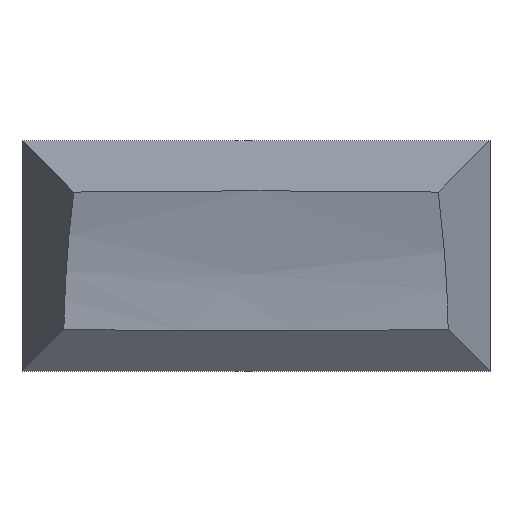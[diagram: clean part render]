
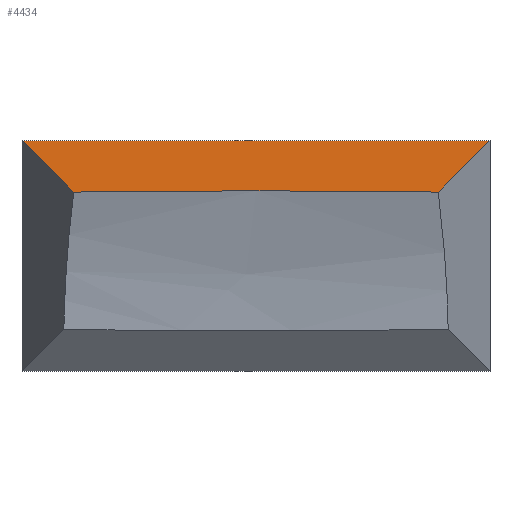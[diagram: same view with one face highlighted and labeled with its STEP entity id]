
A CAD part, top view. The second image highlights one B-rep face of the part: STEP entity #4434.
In plain terms, the highlighted planar face has unit normal (0, 0.931, 0.364).
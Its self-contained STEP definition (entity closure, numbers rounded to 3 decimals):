
#3256 = VERTEX_POINT('',#3257);
#3257 = CARTESIAN_POINT('',(-18.854,9.3,
    0.001));
#3271 = PLANE('',#3272);
#3272 = AXIS2_PLACEMENT_3D('',#3273,#3274,#3275);
#3273 = CARTESIAN_POINT('',(-17.048,0.,4.62));
#3274 = DIRECTION('',(-0.931,0.,0.364
    ));
#3275 = DIRECTION('',(-0.364,0.,-0.931));
#3297 = PLANE('',#3298);
#3298 = AXIS2_PLACEMENT_3D('',#3299,#3300,#3301);
#3299 = CARTESIAN_POINT('',(0.,9.3,0.));
#3300 = DIRECTION('',(0.,1.,0.));
#3301 = DIRECTION('',(0.,0.,1.));
#3478 = VERTEX_POINT('',#3479);
#3479 = CARTESIAN_POINT('',(18.854,9.3,
    0.001));
#3514 = PLANE('',#3515);
#3515 = AXIS2_PLACEMENT_3D('',#3516,#3517,#3518);
#3516 = CARTESIAN_POINT('',(17.048,0.,4.62));
#3517 = DIRECTION('',(0.931,0.,0.364));
#3518 = DIRECTION('',(-0.364,0.,0.931));
#3643 = ( BOUNDED_SURFACE() B_SPLINE_SURFACE(2,2,(
    (#3644,#3645,#3646,#3647,#3648)
    ,(#3649,#3650,#3651,#3652,#3653)
    ,(#3654,#3655,#3656,#3657,#3658)
    ,(#3659,#3660,#3661,#3662,#3663)
    ,(#3664,#3665,#3666,#3667,#3668)
    ,(#3669,#3670,#3671,#3672,#3673)
    ,(#3674,#3675,#3676,#3677,#3678
)),.UNSPECIFIED.,.T.,.F.,.F.) B_SPLINE_SURFACE_WITH_KNOTS((1,2,2,2,2,1),
  (3,2,3),(-2.094,0.,2.094,4.189,
    6.283,8.378),(-1.571,0.,1.571),
.UNSPECIFIED.) GEOMETRIC_REPRESENTATION_ITEM() RATIONAL_B_SPLINE_SURFACE
((
    (1.,0.707,1.,0.707,1.)
    ,(0.5,0.354,0.5,0.354,0.5)
    ,(1.,0.707,1.,0.707,1.)
    ,(0.5,0.354,0.5,0.354,0.5)
    ,(1.,0.707,1.,0.707,1.)
    ,(0.5,0.354,0.5,0.354,0.5)
,(1.,0.707,1.,0.707,1.
))) REPRESENTATION_ITEM('') SURFACE() );
#3644 = CARTESIAN_POINT('',(0.,-8.,8.25));
#3645 = CARTESIAN_POINT('',(126.,-8.,8.25));
#3646 = CARTESIAN_POINT('',(126.,-8.,50.25));
#3647 = CARTESIAN_POINT('',(126.,-8.,92.25));
#3648 = CARTESIAN_POINT('',(0.,-8.,92.25));
#3649 = CARTESIAN_POINT('',(0.,-8.,8.25));
#3650 = CARTESIAN_POINT('',(126.,64.746,8.25));
#3651 = CARTESIAN_POINT('',(126.,64.746,50.25));
#3652 = CARTESIAN_POINT('',(126.,64.746,92.25));
#3653 = CARTESIAN_POINT('',(0.,-8.,92.25));
#3654 = CARTESIAN_POINT('',(0.,-8.,8.25));
#3655 = CARTESIAN_POINT('',(-63.,28.373,8.25));
#3656 = CARTESIAN_POINT('',(-63.,28.373,50.25));
#3657 = CARTESIAN_POINT('',(-63.,28.373,92.25));
#3658 = CARTESIAN_POINT('',(0.,-8.,92.25));
#3659 = CARTESIAN_POINT('',(0.,-8.,8.25));
#3660 = CARTESIAN_POINT('',(-252.,-8.,8.25));
#3661 = CARTESIAN_POINT('',(-252.,-8.,50.25));
#3662 = CARTESIAN_POINT('',(-252.,-8.,92.25));
#3663 = CARTESIAN_POINT('',(0.,-8.,92.25));
#3664 = CARTESIAN_POINT('',(0.,-8.,8.25));
#3665 = CARTESIAN_POINT('',(-63.,-44.373,8.25));
#3666 = CARTESIAN_POINT('',(-63.,-44.373,50.25));
#3667 = CARTESIAN_POINT('',(-63.,-44.373,92.25));
#3668 = CARTESIAN_POINT('',(0.,-8.,92.25));
#3669 = CARTESIAN_POINT('',(0.,-8.,8.25));
#3670 = CARTESIAN_POINT('',(126.,-80.746,8.25));
#3671 = CARTESIAN_POINT('',(126.,-80.746,50.25));
#3672 = CARTESIAN_POINT('',(126.,-80.746,92.25));
#3673 = CARTESIAN_POINT('',(0.,-8.,92.25));
#3674 = CARTESIAN_POINT('',(0.,-8.,8.25));
#3675 = CARTESIAN_POINT('',(126.,-8.,8.25));
#3676 = CARTESIAN_POINT('',(126.,-8.,50.25));
#3677 = CARTESIAN_POINT('',(126.,-8.,92.25));
#3678 = CARTESIAN_POINT('',(0.,-8.,92.25));
#3855 = VERTEX_POINT('',#3856);
#3856 = CARTESIAN_POINT('',(-14.688,5.134,
    10.658));
#3979 = EDGE_CURVE('',#3855,#3256,#3980,.T.);
#3980 = SURFACE_CURVE('',#3981,(#3985,#3992),.PCURVE_S1.);
#3981 = LINE('',#3982,#3983);
#3982 = CARTESIAN_POINT('',(-14.554,5.,11.));
#3983 = VECTOR('',#3984,1.);
#3984 = DIRECTION('',(-0.342,0.342,-0.875));
#3985 = PCURVE('',#3271,#3986);
#3986 = DEFINITIONAL_REPRESENTATION('',(#3987),#3991);
#3987 = LINE('',#3988,#3989);
#3988 = CARTESIAN_POINT('',(-6.85,-5.));
#3989 = VECTOR('',#3990,1.);
#3990 = DIRECTION('',(0.94,-0.342));
#3991 = ( GEOMETRIC_REPRESENTATION_CONTEXT(2) 
PARAMETRIC_REPRESENTATION_CONTEXT() REPRESENTATION_CONTEXT('2D SPACE',''
  ) );
#3992 = PCURVE('',#3993,#3998);
#3993 = PLANE('',#3994);
#3994 = AXIS2_PLACEMENT_3D('',#3995,#3996,#3997);
#3995 = CARTESIAN_POINT('',(0.,7.351,4.986));
#3996 = DIRECTION('',(0.,0.931,0.364)
  );
#3997 = DIRECTION('',(0.,-0.364,0.931)
  );
#3998 = DEFINITIONAL_REPRESENTATION('',(#3999),#4003);
#3999 = LINE('',#4000,#4001);
#4000 = CARTESIAN_POINT('',(6.458,-14.554));
#4001 = VECTOR('',#4002,1.);
#4002 = DIRECTION('',(-0.94,-0.342));
#4003 = ( GEOMETRIC_REPRESENTATION_CONTEXT(2) 
PARAMETRIC_REPRESENTATION_CONTEXT() REPRESENTATION_CONTEXT('2D SPACE',''
  ) );
#4011 = EDGE_CURVE('',#3256,#3478,#4012,.T.);
#4012 = SURFACE_CURVE('',#4013,(#4017,#4024),.PCURVE_S1.);
#4013 = LINE('',#4014,#4015);
#4014 = CARTESIAN_POINT('',(-18.854,9.3,
    0.001));
#4015 = VECTOR('',#4016,1.);
#4016 = DIRECTION('',(1.,0.,0.));
#4017 = PCURVE('',#3297,#4018);
#4018 = DEFINITIONAL_REPRESENTATION('',(#4019),#4023);
#4019 = LINE('',#4020,#4021);
#4020 = CARTESIAN_POINT('',(0.001,-18.854));
#4021 = VECTOR('',#4022,1.);
#4022 = DIRECTION('',(0.,1.));
#4023 = ( GEOMETRIC_REPRESENTATION_CONTEXT(2) 
PARAMETRIC_REPRESENTATION_CONTEXT() REPRESENTATION_CONTEXT('2D SPACE',''
  ) );
#4024 = PCURVE('',#3993,#4025);
#4025 = DEFINITIONAL_REPRESENTATION('',(#4026),#4030);
#4026 = LINE('',#4027,#4028);
#4027 = CARTESIAN_POINT('',(-5.353,-18.854));
#4028 = VECTOR('',#4029,1.);
#4029 = DIRECTION('',(0.,1.));
#4030 = ( GEOMETRIC_REPRESENTATION_CONTEXT(2) 
PARAMETRIC_REPRESENTATION_CONTEXT() REPRESENTATION_CONTEXT('2D SPACE',''
  ) );
#4253 = EDGE_CURVE('',#4254,#3478,#4256,.T.);
#4254 = VERTEX_POINT('',#4255);
#4255 = CARTESIAN_POINT('',(14.688,5.134,
    10.658));
#4256 = SURFACE_CURVE('',#4257,(#4261,#4268),.PCURVE_S1.);
#4257 = LINE('',#4258,#4259);
#4258 = CARTESIAN_POINT('',(14.554,5.,11.));
#4259 = VECTOR('',#4260,1.);
#4260 = DIRECTION('',(0.342,0.342,-0.875));
#4261 = PCURVE('',#3514,#4262);
#4262 = DEFINITIONAL_REPRESENTATION('',(#4263),#4267);
#4263 = LINE('',#4264,#4265);
#4264 = CARTESIAN_POINT('',(6.85,-5.));
#4265 = VECTOR('',#4266,1.);
#4266 = DIRECTION('',(-0.94,-0.342));
#4267 = ( GEOMETRIC_REPRESENTATION_CONTEXT(2) 
PARAMETRIC_REPRESENTATION_CONTEXT() REPRESENTATION_CONTEXT('2D SPACE',''
  ) );
#4268 = PCURVE('',#3993,#4269);
#4269 = DEFINITIONAL_REPRESENTATION('',(#4270),#4274);
#4270 = LINE('',#4271,#4272);
#4271 = CARTESIAN_POINT('',(6.458,14.554));
#4272 = VECTOR('',#4273,1.);
#4273 = DIRECTION('',(-0.94,0.342));
#4274 = ( GEOMETRIC_REPRESENTATION_CONTEXT(2) 
PARAMETRIC_REPRESENTATION_CONTEXT() REPRESENTATION_CONTEXT('2D SPACE',''
  ) );
#4386 = EDGE_CURVE('',#3855,#4254,#4387,.T.);
#4387 = SURFACE_CURVE('',#4388,(#4401,#4417),.PCURVE_S1.);
#4388 = B_SPLINE_CURVE_WITH_KNOTS('',6,(#4389,#4390,#4391,#4392,#4393,
    #4394,#4395,#4396,#4397,#4398,#4399,#4400),.UNSPECIFIED.,.F.,.F.,(7,
    5,7),(0.,0.447,1.),.UNSPECIFIED.);
#4389 = CARTESIAN_POINT('',(-18.854,5.066,
    10.832));
#4390 = CARTESIAN_POINT('',(-16.047,5.118,
    10.7));
#4391 = CARTESIAN_POINT('',(-13.24,5.16,
    10.592));
#4392 = CARTESIAN_POINT('',(-10.431,5.193,
    10.508));
#4393 = CARTESIAN_POINT('',(-7.622,5.216,
    10.447));
#4394 = CARTESIAN_POINT('',(-4.813,5.231,
    10.41));
#4395 = CARTESIAN_POINT('',(1.474,5.243,
    10.379));
#4396 = CARTESIAN_POINT('',(4.952,5.236,
    10.397));
#4397 = CARTESIAN_POINT('',(8.429,5.215,
    10.452));
#4398 = CARTESIAN_POINT('',(11.905,5.179,
    10.542));
#4399 = CARTESIAN_POINT('',(15.38,5.13,
    10.668));
#4400 = CARTESIAN_POINT('',(18.854,5.066,
    10.832));
#4401 = PCURVE('',#3643,#4402);
#4402 = DEFINITIONAL_REPRESENTATION('',(#4403),#4416);
#4403 = B_SPLINE_CURVE_WITH_KNOTS('',6,(#4404,#4405,#4406,#4407,#4408,
    #4409,#4410,#4411,#4412,#4413,#4414,#4415),.UNSPECIFIED.,.F.,.F.,(7,
    5,7),(0.,0.447,1.),.UNSPECIFIED.);
#4404 = CARTESIAN_POINT('',(2.005,-1.202));
#4405 = CARTESIAN_POINT('',(1.936,-1.211));
#4406 = CARTESIAN_POINT('',(1.866,-1.219));
#4407 = CARTESIAN_POINT('',(1.794,-1.225));
#4408 = CARTESIAN_POINT('',(1.723,-1.23));
#4409 = CARTESIAN_POINT('',(1.652,-1.233));
#4410 = CARTESIAN_POINT('',(1.496,-1.235));
#4411 = CARTESIAN_POINT('',(1.412,-1.234));
#4412 = CARTESIAN_POINT('',(1.331,-1.229));
#4413 = CARTESIAN_POINT('',(1.254,-1.223));
#4414 = CARTESIAN_POINT('',(1.183,-1.214));
#4415 = CARTESIAN_POINT('',(1.115,-1.202));
#4416 = ( GEOMETRIC_REPRESENTATION_CONTEXT(2) 
PARAMETRIC_REPRESENTATION_CONTEXT() REPRESENTATION_CONTEXT('2D SPACE',''
  ) );
#4417 = PCURVE('',#3993,#4418);
#4418 = DEFINITIONAL_REPRESENTATION('',(#4419),#4432);
#4419 = B_SPLINE_CURVE_WITH_KNOTS('',6,(#4420,#4421,#4422,#4423,#4424,
    #4425,#4426,#4427,#4428,#4429,#4430,#4431),.UNSPECIFIED.,.F.,.F.,(7,
    5,7),(0.,0.447,1.),.UNSPECIFIED.);
#4420 = CARTESIAN_POINT('',(6.277,-18.854));
#4421 = CARTESIAN_POINT('',(6.135,-16.047));
#4422 = CARTESIAN_POINT('',(6.019,-13.24));
#4423 = CARTESIAN_POINT('',(5.928,-10.431));
#4424 = CARTESIAN_POINT('',(5.863,-7.622));
#4425 = CARTESIAN_POINT('',(5.823,-4.813));
#4426 = CARTESIAN_POINT('',(5.79,1.474));
#4427 = CARTESIAN_POINT('',(5.81,4.952));
#4428 = CARTESIAN_POINT('',(5.868,8.429));
#4429 = CARTESIAN_POINT('',(5.965,11.905));
#4430 = CARTESIAN_POINT('',(6.101,15.38));
#4431 = CARTESIAN_POINT('',(6.277,18.854));
#4432 = ( GEOMETRIC_REPRESENTATION_CONTEXT(2) 
PARAMETRIC_REPRESENTATION_CONTEXT() REPRESENTATION_CONTEXT('2D SPACE',''
  ) );
#4434 = ADVANCED_FACE('',(#4435),#3993,.T.);
#4435 = FACE_BOUND('',#4436,.T.);
#4436 = EDGE_LOOP('',(#4437,#4438,#4439,#4440));
#4437 = ORIENTED_EDGE('',*,*,#4011,.F.);
#4438 = ORIENTED_EDGE('',*,*,#3979,.F.);
#4439 = ORIENTED_EDGE('',*,*,#4386,.T.);
#4440 = ORIENTED_EDGE('',*,*,#4253,.T.);
